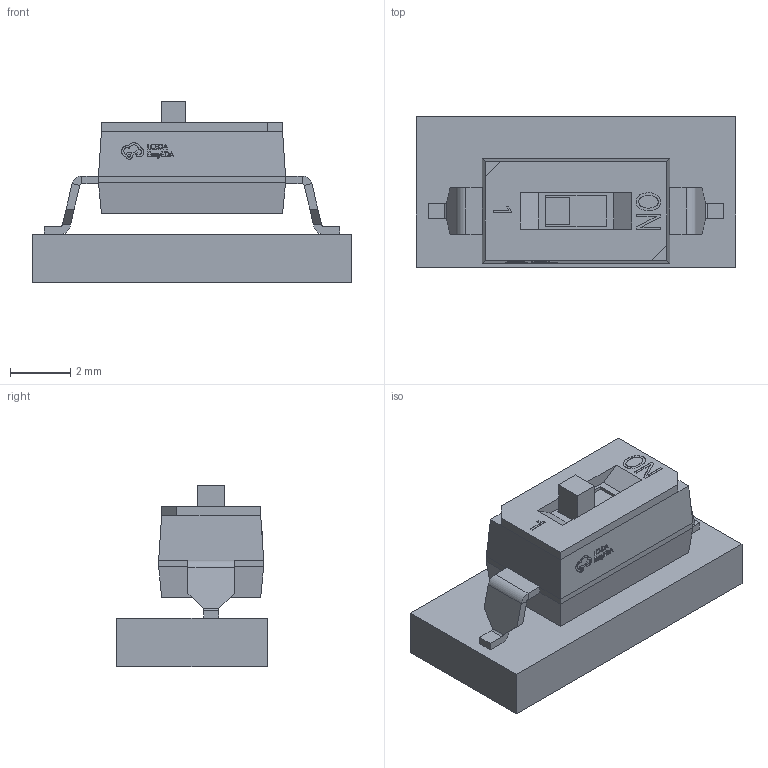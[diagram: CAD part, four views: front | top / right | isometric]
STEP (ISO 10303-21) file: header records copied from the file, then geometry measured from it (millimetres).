
FILE_DESCRIPTION(('Designed by EasyEDA Pro'),'2;1');
FILE_NAME('Open CASCADE Shape Model','2023-10-01T20:45:02',('Author'),( 'Open CASCADE'),'Open CASCADE STEP processor 7.6','Open CASCADE 7.6' ,'Unknown');
FILE_SCHEMA(('AUTOMOTIVE_DESIGN { 1 0 10303 214 1 1 1 1 }'));
Length unit declared in the file: millimetre
Products named in the file (5): PCBModel; COMPOUND; SW1; SW-SMD_2P-L3.5-W6.2-P2.54-LS9.8
Assembly tree (4 placements, depth 4):
  PCBModel
    COMPOUND
    SW1
      SW-SMD_2P-L3.5-W6.2-P2.54-LS9.8
        COMPOUND
Bounding box: 10.58 x 4.98 x 6 mm (x, y, z)
Volume: 146.9 mm3; surface area: 277.3 mm2
Topology: 3 solids, 3 shells, 406 faces, 1070 edges, 702 vertices
Faces by surface type: plane 272, bspline 126, cylinder 8
Entity records: 17165 total; most frequent: CARTESIAN_POINT 5093, ORIENTED_EDGE 2140, DIRECTION 1400, EDGE_CURVE 1070, LINE 798, VECTOR 798, VERTEX_POINT 702, FACE_BOUND 438
